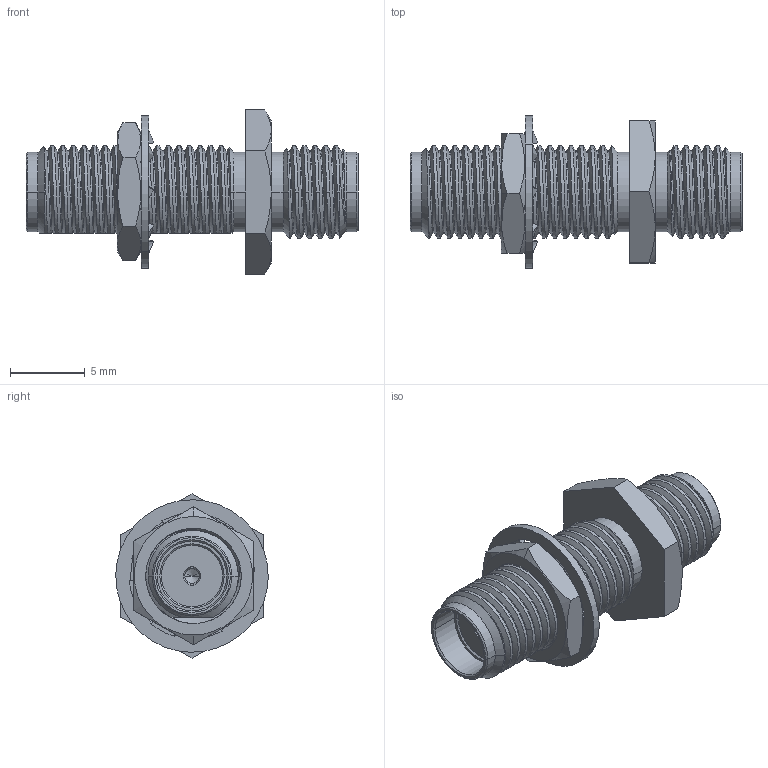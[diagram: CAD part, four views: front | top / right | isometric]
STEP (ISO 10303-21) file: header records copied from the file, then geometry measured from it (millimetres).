
FILE_DESCRIPTION((''),'2;1');
FILE_NAME('901-30008_SW0001','2025-11-21T14:57:58',('RF Design'),(''),'CREO PARAMETRIC BY PTC INC, 2025010','CREO PARAMETRIC BY PTC INC, 2025010','');
FILE_SCHEMA(('CONFIG_CONTROL_DESIGN'));
Length unit declared in the file: millimetre
Products named in the file (1): 901-30008_SW0001
Bounding box: 22.2 x 10.2 x 10.97 mm (x, y, z)
Volume: 650.9 mm3; surface area: 1039.1 mm2
Topology: 1 solids, 1 shells, 285 faces, 843 edges, 544 vertices
Faces by surface type: bspline 95, plane 85, cylinder 63, cone 42
Entity records: 22663 total; most frequent: CARTESIAN_POINT 15911, ORIENTED_EDGE 1678, DIRECTION 978, EDGE_CURVE 839, VERTEX_POINT 544, B_SPLINE_CURVE_WITH_KNOTS 361, VECTOR 358, LINE 358
